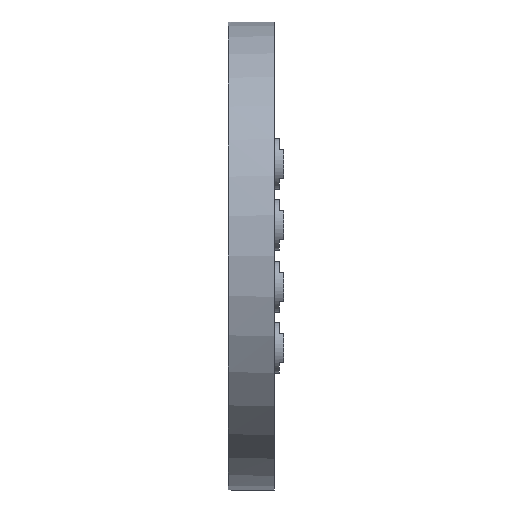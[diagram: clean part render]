
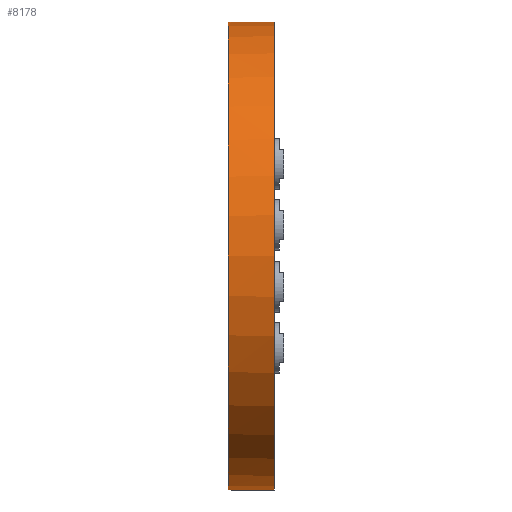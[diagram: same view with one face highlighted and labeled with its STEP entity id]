
A CAD part, left-side view. The second image highlights one B-rep face of the part: STEP entity #8178.
In plain terms, the highlighted cylindrical face has radius 76.2 mm (diameter 152.4 mm), a partial arc.
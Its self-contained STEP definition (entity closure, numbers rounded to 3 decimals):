
#252 = EDGE_CURVE ( 'NONE', #2669, #1966, #9336, .T. ) ;
#283 = VERTEX_POINT ( 'NONE', #12814 ) ;
#365 = VERTEX_POINT ( 'NONE', #12754 ) ;
#428 = CARTESIAN_POINT ( 'NONE',  ( -0.974, -0.262, 76.194 ) ) ;
#535 = DIRECTION ( 'NONE',  ( 0., 1., 0. ) ) ;
#591 = EDGE_CURVE ( 'NONE', #9922, #2669, #9607, .T. ) ;
#944 = DIRECTION ( 'NONE',  ( 0., 0., 1. ) ) ;
#1142 = FACE_OUTER_BOUND ( 'NONE', #5911, .T. ) ;
#1149 = CARTESIAN_POINT ( 'NONE',  ( -0.615, -0.8, 76.198 ) ) ;
#1317 = CARTESIAN_POINT ( 'NONE',  ( 0., -1., 76.2 ) ) ;
#1451 = CARTESIAN_POINT ( 'NONE',  ( -0.799, -0.615, -76.196 ) ) ;
#1653 = CARTESIAN_POINT ( 'NONE',  ( 0., 0., 0. ) ) ;
#1812 = CIRCLE ( 'NONE', #11435, 76.2 ) ;
#1934 = CARTESIAN_POINT ( 'NONE',  ( 0., -1., -76.2 ) ) ;
#1966 = VERTEX_POINT ( 'NONE', #1317 ) ;
#2321 = CARTESIAN_POINT ( 'NONE',  ( -0.262, -0.974, -76.2 ) ) ;
#2669 = VERTEX_POINT ( 'NONE', #7937 ) ;
#3061 = ORIENTED_EDGE ( 'NONE', *, *, #591, .T. ) ;
#3118 = VECTOR ( 'NONE', #3388, 1000. ) ;
#3244 = CARTESIAN_POINT ( 'NONE',  ( -0.503, -0.874, 76.198 ) ) ;
#3388 = DIRECTION ( 'NONE',  ( 0., 1., 0. ) ) ;
#3396 = VERTEX_POINT ( 'NONE', #1934 ) ;
#3688 = LINE ( 'NONE', #6501, #11004 ) ;
#3793 = ORIENTED_EDGE ( 'NONE', *, *, #9732, .F. ) ;
#3876 = B_SPLINE_CURVE_WITH_KNOTS ( 'NONE', 3,
 ( #11410, #9181, #5455, #12246, #1451, #5381, #9241, #2321, #11201, #12384 ),
 .UNSPECIFIED., .F., .F.,
 ( 4, 2, 2, 2, 4 ),
 ( 0., 0., 0.001, 0.001, 0.002 ),
 .UNSPECIFIED. ) ;
#4377 = CARTESIAN_POINT ( 'NONE',  ( 0., -15., 76.2 ) ) ;
#4433 = CARTESIAN_POINT ( 'NONE',  ( -0.874, -0.504, 76.195 ) ) ;
#4843 = EDGE_CURVE ( 'NONE', #365, #3396, #3876, .T. ) ;
#4944 = ORIENTED_EDGE ( 'NONE', *, *, #4843, .T. ) ;
#5016 = AXIS2_PLACEMENT_3D ( 'NONE', #8218, #12204, #6319 ) ;
#5154 = CARTESIAN_POINT ( 'NONE',  ( -0.262, -0.974, 76.2 ) ) ;
#5381 = CARTESIAN_POINT ( 'NONE',  ( -0.615, -0.8, -76.198 ) ) ;
#5404 = CARTESIAN_POINT ( 'NONE',  ( -1., 0., 76.193 ) ) ;
#5455 = CARTESIAN_POINT ( 'NONE',  ( -0.974, -0.262, -76.194 ) ) ;
#5911 = EDGE_LOOP ( 'NONE', ( #10563, #3061, #9869, #3793, #9313, #4944 ) ) ;
#6052 = B_SPLINE_CURVE_WITH_KNOTS ( 'NONE', 3,
 ( #5404, #9396, #428, #4433, #6452, #1149, #3244, #5154, #8220, #9140 ),
 .UNSPECIFIED., .F., .F.,
 ( 4, 2, 2, 2, 4 ),
 ( 0., 0., 0.001, 0.001, 0.002 ),
 .UNSPECIFIED. ) ;
#6319 = DIRECTION ( 'NONE',  ( 0., 0., 1. ) ) ;
#6452 = CARTESIAN_POINT ( 'NONE',  ( -0.799, -0.615, 76.196 ) ) ;
#6501 = CARTESIAN_POINT ( 'NONE',  ( 0., -15., -76.2 ) ) ;
#6999 = AXIS2_PLACEMENT_3D ( 'NONE', #9918, #7037, #944 ) ;
#7037 = DIRECTION ( 'NONE',  ( 0., 1., 0. ) ) ;
#7937 = CARTESIAN_POINT ( 'NONE',  ( 0., -15., 76.2 ) ) ;
#8178 = ADVANCED_FACE ( 'NONE', ( #1142 ), #10911, .T. ) ;
#8218 = CARTESIAN_POINT ( 'NONE',  ( 0., -15., 0. ) ) ;
#8220 = CARTESIAN_POINT ( 'NONE',  ( -0.13, -1., 76.2 ) ) ;
#8460 = DIRECTION ( 'NONE',  ( 0., 0., 1. ) ) ;
#8865 = CARTESIAN_POINT ( 'NONE',  ( 0., -15., -76.2 ) ) ;
#9140 = CARTESIAN_POINT ( 'NONE',  ( 0., -1., 76.2 ) ) ;
#9181 = CARTESIAN_POINT ( 'NONE',  ( -1., -0.132, -76.193 ) ) ;
#9241 = CARTESIAN_POINT ( 'NONE',  ( -0.503, -0.874, -76.198 ) ) ;
#9313 = ORIENTED_EDGE ( 'NONE', *, *, #10273, .F. ) ;
#9336 = LINE ( 'NONE', #4377, #3118 ) ;
#9396 = CARTESIAN_POINT ( 'NONE',  ( -1., -0.132, 76.193 ) ) ;
#9511 = DIRECTION ( 'NONE',  ( 0., 1., 0. ) ) ;
#9607 = CIRCLE ( 'NONE', #5016, 76.2 ) ;
#9732 = EDGE_CURVE ( 'NONE', #283, #1966, #6052, .T. ) ;
#9869 = ORIENTED_EDGE ( 'NONE', *, *, #252, .T. ) ;
#9918 = CARTESIAN_POINT ( 'NONE',  ( 0., -15., 0. ) ) ;
#9922 = VERTEX_POINT ( 'NONE', #8865 ) ;
#10273 = EDGE_CURVE ( 'NONE', #365, #283, #1812, .T. ) ;
#10563 = ORIENTED_EDGE ( 'NONE', *, *, #11387, .F. ) ;
#10911 = CYLINDRICAL_SURFACE ( 'NONE', #6999, 76.2 ) ;
#11004 = VECTOR ( 'NONE', #9511, 1000. ) ;
#11201 = CARTESIAN_POINT ( 'NONE',  ( -0.13, -1., -76.2 ) ) ;
#11387 = EDGE_CURVE ( 'NONE', #9922, #3396, #3688, .T. ) ;
#11410 = CARTESIAN_POINT ( 'NONE',  ( -1., 0., -76.193 ) ) ;
#11435 = AXIS2_PLACEMENT_3D ( 'NONE', #1653, #535, #8460 ) ;
#12204 = DIRECTION ( 'NONE',  ( 0., 1., 0. ) ) ;
#12246 = CARTESIAN_POINT ( 'NONE',  ( -0.874, -0.504, -76.195 ) ) ;
#12384 = CARTESIAN_POINT ( 'NONE',  ( 0., -1., -76.2 ) ) ;
#12754 = CARTESIAN_POINT ( 'NONE',  ( -1., 0., -76.193 ) ) ;
#12814 = CARTESIAN_POINT ( 'NONE',  ( -1., 0., 76.193 ) ) ;
